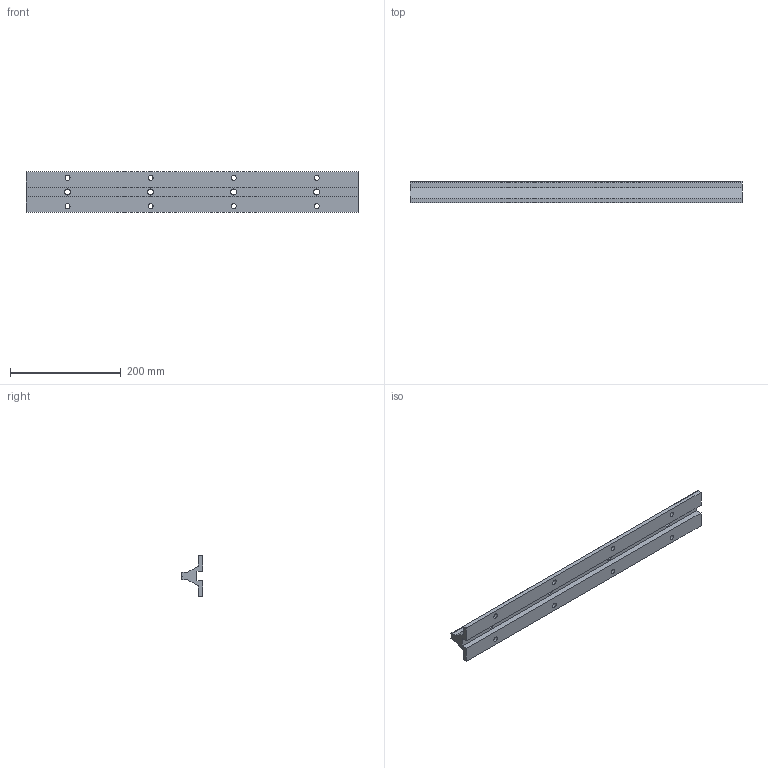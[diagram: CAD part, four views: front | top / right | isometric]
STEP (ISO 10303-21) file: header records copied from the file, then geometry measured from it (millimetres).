
FILE_DESCRIPTION( ( '' ), '1' );
FILE_NAME( 'wuh_30_2_03.stp', '2008-04-10T06:41:33', ( '' ), ( '' ), ' ', ' ', ' ' );
FILE_SCHEMA( ( 'CONFIG_CONTROL_DESIGN' ) );
Length unit declared in the file: millimetre
Products named in the file (1): 1
Bounding box: 599.5 x 39.01 x 74 mm (x, y, z)
Volume: 610567.3 mm3; surface area: 143043.5 mm2
Topology: 1 solids, 1 shells, 53 faces, 149 edges, 94 vertices
Faces by surface type: plane 27, cylinder 26
Entity records: 1807 total; most frequent: DIRECTION 317, ORIENTED_EDGE 298, CARTESIAN_POINT 297, EDGE_CURVE 149, AXIS2_PLACEMENT_3D 114, VERTEX_POINT 94, LINE 89, VECTOR 89
